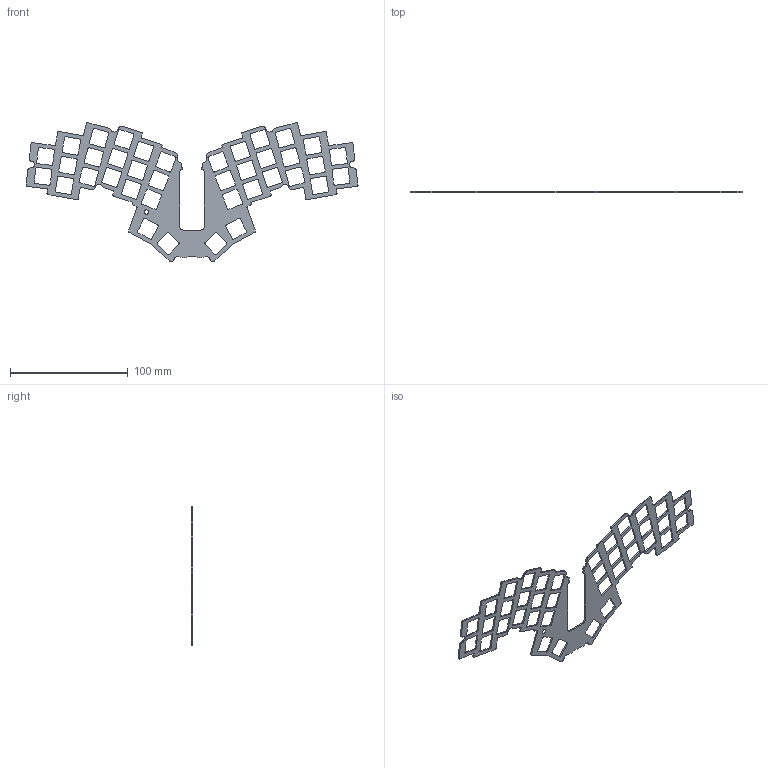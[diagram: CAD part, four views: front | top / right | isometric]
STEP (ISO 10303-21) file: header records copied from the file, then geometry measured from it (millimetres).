
FILE_DESCRIPTION(/* description */ (''),/* implementation_level */ '2;1');
FILE_NAME(/* name */ 'Hephaestus38v2 Switchplate.stp',/* time_stamp */ '2025-11-23T18:35:13-07:00',/* author */ ('User'),/* organization */ (''),/* preprocessor_version */ 'ST-DEVELOPER v20',/* originating_system */ 'Autodesk Inventor 2025',/* authorisation */ '');
FILE_SCHEMA (('AUTOMOTIVE_DESIGN { 1 0 10303 214 3 1 1 }'));
Length unit declared in the file: inch
Products named in the file (1): Hephaestus38v2 Switchplate
Bounding box: 282.3 x 1.2 x 117.99 mm (x, y, z)
Volume: 11199 mm3; surface area: 22288.4 mm2
Topology: 1 solids, 1 shells, 443 faces, 1323 edges, 882 vertices
Faces by surface type: cylinder 232, plane 210, cone 1
Entity records: 15585 total; most frequent: DIRECTION 2677, CARTESIAN_POINT 2649, ORIENTED_EDGE 2646, EDGE_CURVE 1323, AXIS2_PLACEMENT_3D 910, VERTEX_POINT 882, LINE 857, VECTOR 857
